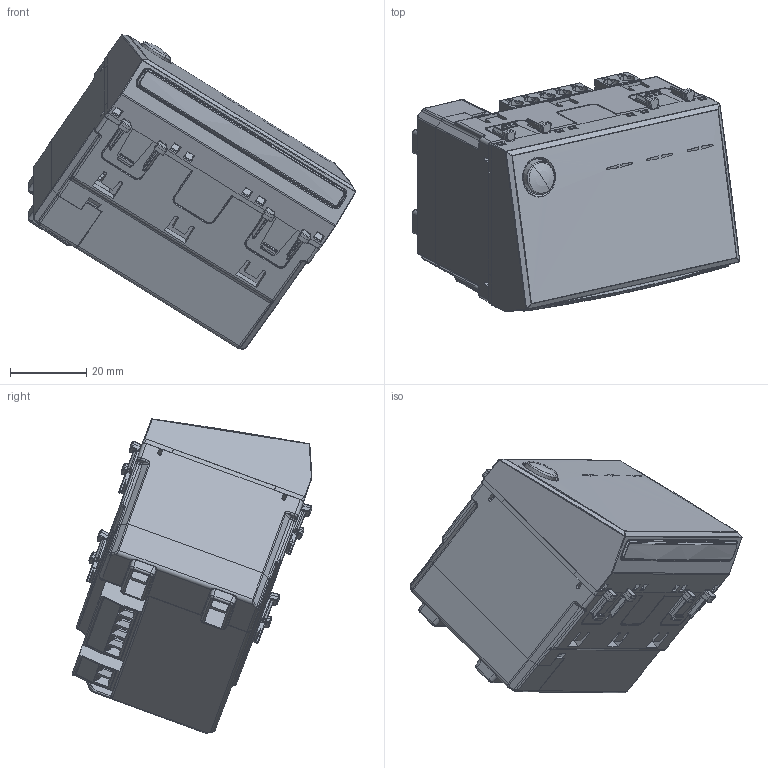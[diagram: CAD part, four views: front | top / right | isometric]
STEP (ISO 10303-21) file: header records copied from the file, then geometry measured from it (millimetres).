
FILE_DESCRIPTION(('CATIA V5 STEP Exchange'),'2;1');
FILE_NAME('442AB-LE.stp','2024-03-11T13:49:09+00:00',('none'),('none'),'CATIA Version 5-6 Release 2016 SP6','CATIA V5 STEP AP203','none');
FILE_SCHEMA(('CONFIG_CONTROL_DESIGN'));
Products named in the file (2): 442AB-LE (DA2021); DA2043-SENZA SCHEDA
Assembly tree (14 placements, depth 3):
  442AB-LE (DA2021)
    #57
    #27520
    #34500
    #104718
    #111300  x3
    #113362
    DA2043-SENZA SCHEDA
      #122264
      #137618
      #145009  x2
    #147019
Bounding box: 85.78 x 62.85 x 82.33 mm (x, y, z)
Volume: 34357.2 mm3; surface area: 49667.6 mm2
Topology: 12 solids, 19 shells, 4028 faces, 10792 edges, 6695 vertices
Faces by surface type: plane 1839, cylinder 1106, bspline 646, cone 175, torus 156, sphere 106
Entity records: 146937 total; most frequent: CARTESIAN_POINT 65107, ORIENTED_EDGE 20246, DIRECTION 11157, EDGE_CURVE 10123, VERTEX_POINT 6377, VECTOR 4948, LINE 4948, EDGE_LOOP 4004
